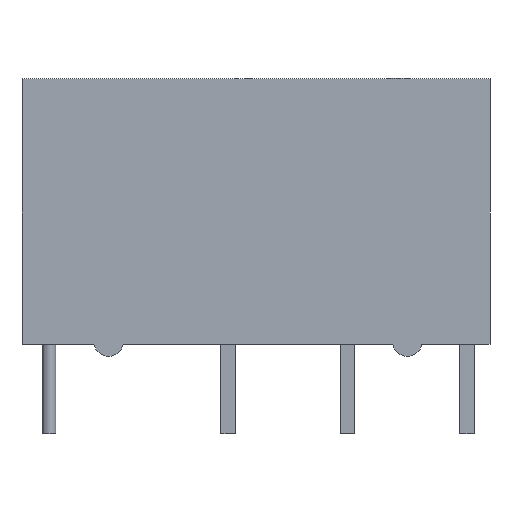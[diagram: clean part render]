
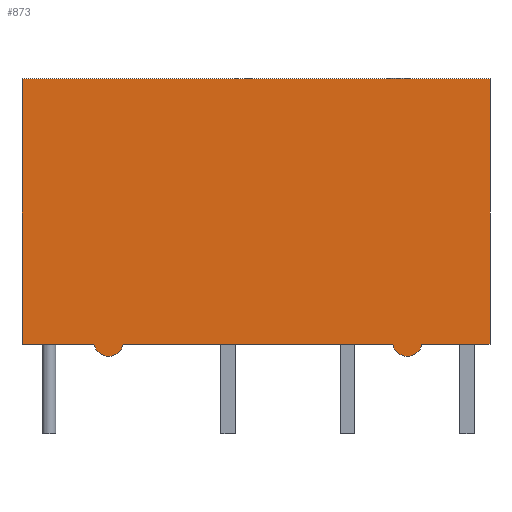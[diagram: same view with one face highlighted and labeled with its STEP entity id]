
A CAD part, front view. The second image highlights one B-rep face of the part: STEP entity #873.
In plain terms, the highlighted planar face has unit normal (0, -1, 0).
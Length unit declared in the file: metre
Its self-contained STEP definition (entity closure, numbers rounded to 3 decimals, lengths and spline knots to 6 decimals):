
#30=CIRCLE('',#1193,0.000635);
#31=CIRCLE('',#1194,0.000635);
#54=ORIENTED_EDGE('',*,*,#281,.T.);
#55=ORIENTED_EDGE('',*,*,#282,.T.);
#56=ORIENTED_EDGE('',*,*,#283,.T.);
#57=ORIENTED_EDGE('',*,*,#284,.T.);
#58=ORIENTED_EDGE('',*,*,#285,.T.);
#59=ORIENTED_EDGE('',*,*,#286,.F.);
#60=ORIENTED_EDGE('',*,*,#287,.F.);
#61=ORIENTED_EDGE('',*,*,#279,.T.);
#279=EDGE_CURVE('',#393,#392,#469,.T.);
#281=EDGE_CURVE('',#392,#394,#471,.T.);
#282=EDGE_CURVE('',#394,#395,#30,.T.);
#283=EDGE_CURVE('',#395,#396,#472,.T.);
#284=EDGE_CURVE('',#396,#397,#31,.T.);
#285=EDGE_CURVE('',#397,#398,#473,.T.);
#286=EDGE_CURVE('',#399,#398,#474,.T.);
#287=EDGE_CURVE('',#393,#399,#475,.T.);
#392=VERTEX_POINT('',#1502);
#393=VERTEX_POINT('',#1504);
#394=VERTEX_POINT('',#1508);
#395=VERTEX_POINT('',#1510);
#396=VERTEX_POINT('',#1512);
#397=VERTEX_POINT('',#1514);
#398=VERTEX_POINT('',#1516);
#399=VERTEX_POINT('',#1518);
#469=LINE('',#1503,#569);
#471=LINE('',#1507,#571);
#472=LINE('',#1511,#572);
#473=LINE('',#1515,#573);
#474=LINE('',#1517,#574);
#475=LINE('',#1519,#575);
#569=VECTOR('',#1269,1.);
#571=VECTOR('',#1273,1.);
#572=VECTOR('',#1276,1.);
#573=VECTOR('',#1279,1.);
#574=VECTOR('',#1280,1.);
#575=VECTOR('',#1281,1.);
#664=EDGE_LOOP('',(#54,#55,#56,#57,#58,#59,#60,#61));
#726=FACE_BOUND('',#664,.T.);
#788=PLANE('',#1192);
#873=ADVANCED_FACE('',(#726),#788,.F.);
#1192=AXIS2_PLACEMENT_3D('',#1506,#1271,#1272);
#1193=AXIS2_PLACEMENT_3D('',#1509,#1274,#1275);
#1194=AXIS2_PLACEMENT_3D('',#1513,#1277,#1278);
#1269=DIRECTION('',(0.,0.,-1.));
#1271=DIRECTION('',(0.,1.,0.));
#1272=DIRECTION('',(0.,0.,1.));
#1273=DIRECTION('',(1.,0.,0.));
#1274=DIRECTION('',(0.,-1.,0.));
#1275=DIRECTION('',(0.,0.,-1.));
#1276=DIRECTION('',(1.,0.,0.));
#1277=DIRECTION('',(0.,-1.,0.));
#1278=DIRECTION('',(0.,0.,-1.));
#1279=DIRECTION('',(1.,0.,0.));
#1280=DIRECTION('',(0.,0.,-1.));
#1281=DIRECTION('',(1.,0.,0.));
#1502=CARTESIAN_POINT('',(-0.00995,-0.00475,0.));
#1503=CARTESIAN_POINT('',(-0.00995,-0.00475,0.0113));
#1504=CARTESIAN_POINT('',(-0.00995,-0.00475,0.0113));
#1506=CARTESIAN_POINT('',(0.,-0.00475,0.0113));
#1507=CARTESIAN_POINT('',(0.,-0.00475,0.));
#1508=CARTESIAN_POINT('',(-0.006889,-0.00475,0.));
#1509=CARTESIAN_POINT('',(-0.006267,-0.00475,0.000127));
#1510=CARTESIAN_POINT('',(-0.005645,-0.00475,0.));
#1511=CARTESIAN_POINT('',(0.,-0.00475,0.));
#1512=CARTESIAN_POINT('',(0.005811,-0.00475,0.));
#1513=CARTESIAN_POINT('',(0.006433,-0.00475,0.000127));
#1514=CARTESIAN_POINT('',(0.007055,-0.00475,0.));
#1515=CARTESIAN_POINT('',(0.,-0.00475,0.));
#1516=CARTESIAN_POINT('',(0.00995,-0.00475,0.));
#1517=CARTESIAN_POINT('',(0.00995,-0.00475,0.0113));
#1518=CARTESIAN_POINT('',(0.00995,-0.00475,0.0113));
#1519=CARTESIAN_POINT('',(0.,-0.00475,0.0113));
